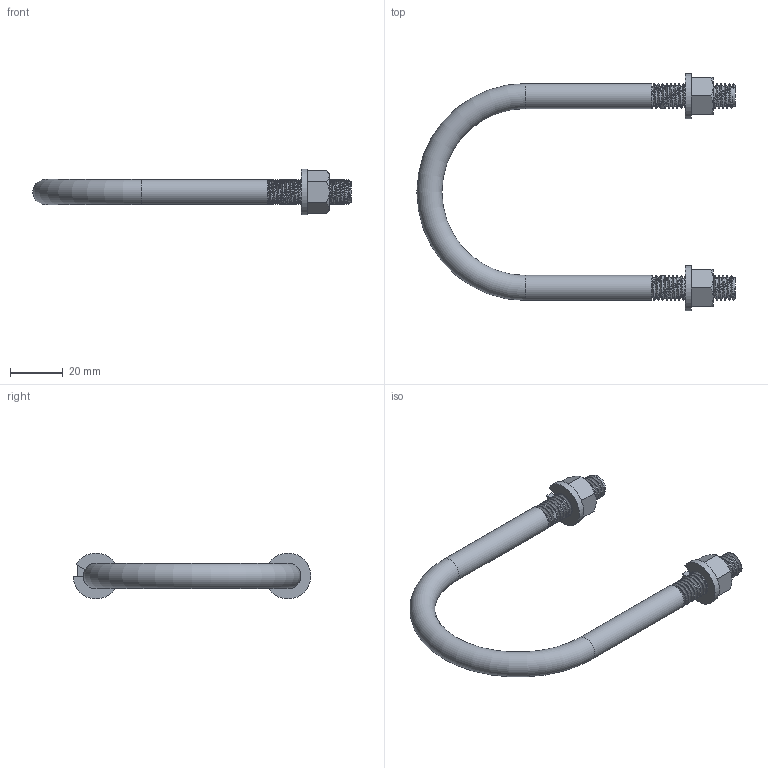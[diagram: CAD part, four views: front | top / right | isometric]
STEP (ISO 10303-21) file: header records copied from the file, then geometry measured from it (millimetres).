
FILE_DESCRIPTION(/* description */ ('M220 U-BOLT ASSEMBLY'),/* implementation_level */ '2;1');
FILE_NAME(/* name */ 'UB220.stp',/* time_stamp */ '2020-06-11T11:20:14-04:00',/* author */ ('ETQ'),/* organization */ (''),/* preprocessor_version */ 'ST-DEVELOPER v17.2',/* originating_system */ 'Autodesk Inventor 2019',/* authorisation */ '');
FILE_SCHEMA (('AUTOMOTIVE_DESIGN { 1 0 10303 214 3 1 1 }'));
Length unit declared in the file: inch
Products named in the file (4): UB220; U221; V20018; V20019
Assembly tree (5 placements, depth 2):
  UB220
    U221
    V20018  x2
    V20019  x2
Bounding box: 121.03 x 90.49 x 17.46 mm (x, y, z)
Volume: 21543.6 mm3; surface area: 12354.1 mm2
Topology: 5 solids, 5 shells, 241 faces, 567 edges, 338 vertices
Faces by surface type: cylinder 142, cone 66, plane 28, bspline 4, torus 1
Full cylindrical faces by diameter (mm): 7.633 x44, 9.319 x40, 9.525 x2
Entity records: 9282 total; most frequent: CARTESIAN_POINT 5309, ORIENTED_EDGE 866, DIRECTION 683, EDGE_CURVE 433, VERTEX_POINT 265, AXIS2_PLACEMENT_3D 261, B_SPLINE_CURVE_WITH_KNOTS 192, EDGE_LOOP 180
